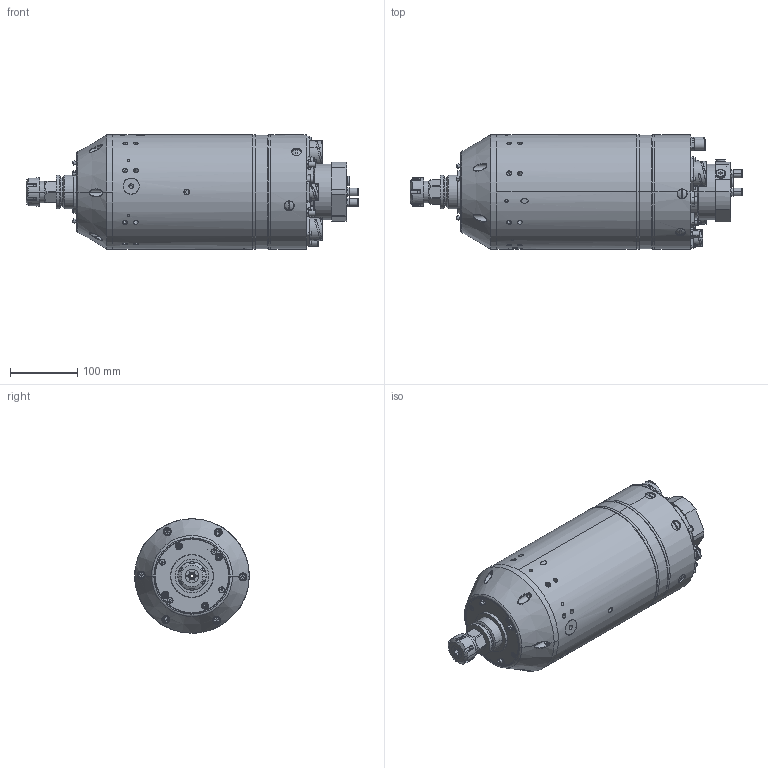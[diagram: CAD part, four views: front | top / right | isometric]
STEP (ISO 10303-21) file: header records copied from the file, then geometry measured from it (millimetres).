
FILE_DESCRIPTION (( 'STEP AP203' ), '1' );
FILE_NAME ('170AI22HK-06-.STEP', '2013-06-18T08:18:56', ( '' ), ( '' ), 'SwSTEP 2.0', 'SolidWorks 2012', '' );
FILE_SCHEMA (( 'CONFIG_CONTROL_DESIGN' ));
Length unit declared in the file: millimetre
Products named in the file (1): 170AI22HK-06-
Bounding box: 492.94 x 170 x 170 mm (x, y, z)
Surface area: 336801.3 mm2 (no closed solid volume)
Topology: 0 solids, 139 shells, 1361 faces, 4238 edges, 2942 vertices
Faces by surface type: plane 523, cylinder 496, cone 130, torus 93, sphere 70, bspline 49
Entity records: 55670 total; most frequent: CARTESIAN_POINT 18641, DIRECTION 8128, ORIENTED_EDGE 6621, EDGE_CURVE 4070, AXIS2_PLACEMENT_3D 3139, VERTEX_POINT 2876, VECTOR 1850, LINE 1850
